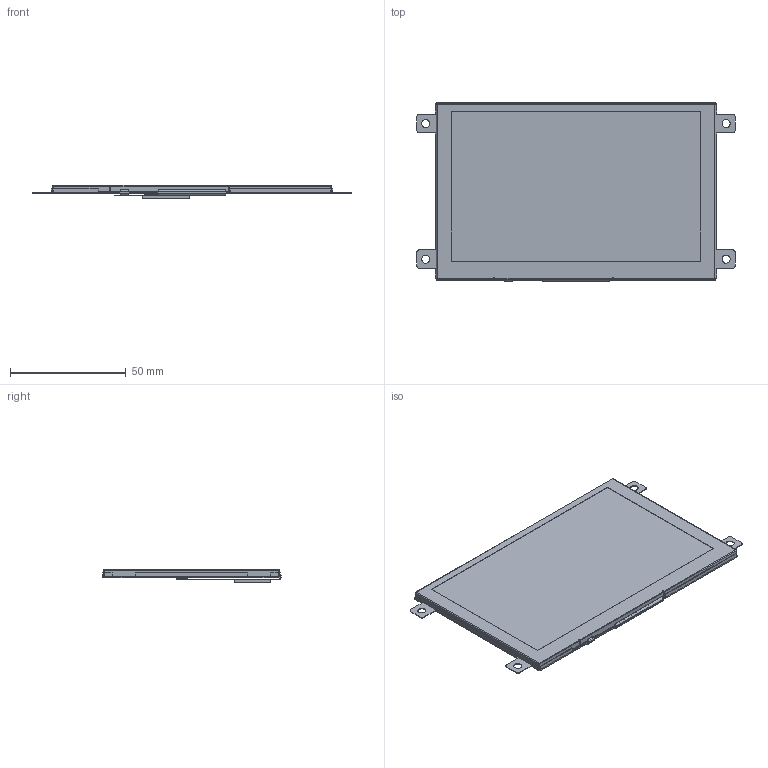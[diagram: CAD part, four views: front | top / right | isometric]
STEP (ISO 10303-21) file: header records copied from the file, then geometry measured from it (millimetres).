
FILE_DESCRIPTION(/* description */ (''),/* implementation_level */ '2;1');
FILE_NAME(/* name */ '3D_RVT50HQLFWN00_Rev.1.0.stp',/* time_stamp */ '2022-10-14T14:34:18+02:00',/* author */ ('Mateusz Natywa'),/* organization */ (''),/* preprocessor_version */ 'ST-DEVELOPER v17',/* originating_system */ 'Autodesk Inventor 2019',/* authorisation */ '');
FILE_SCHEMA (('AUTOMOTIVE_DESIGN { 1 0 10303 214 3 1 1 }'));
Length unit declared in the file: millimetre
Products named in the file (7): RVT50HQTFWN00_Rev.1.0; FRAME; ebe00004; DST; TFT; DISP; FPC
Assembly tree (6 placements, depth 3):
  RVT50HQTFWN00_Rev.1.0
    FRAME
      ebe00004
      DST
    TFT
      DISP
      FPC
Bounding box: 137.5 x 77.11 x 5.64 mm (x, y, z)
Volume: 30921.5 mm3; surface area: 57809.8 mm2
Topology: 4 solids, 4 shells, 320 faces, 926 edges, 616 vertices
Faces by surface type: plane 276, cylinder 40, sphere 4
Full cylindrical faces by diameter (mm): 3.5 x4
Entity records: 10709 total; most frequent: CARTESIAN_POINT 1875, ORIENTED_EDGE 1852, DIRECTION 1680, EDGE_CURVE 926, LINE 838, VECTOR 838, VERTEX_POINT 616, AXIS2_PLACEMENT_3D 421
